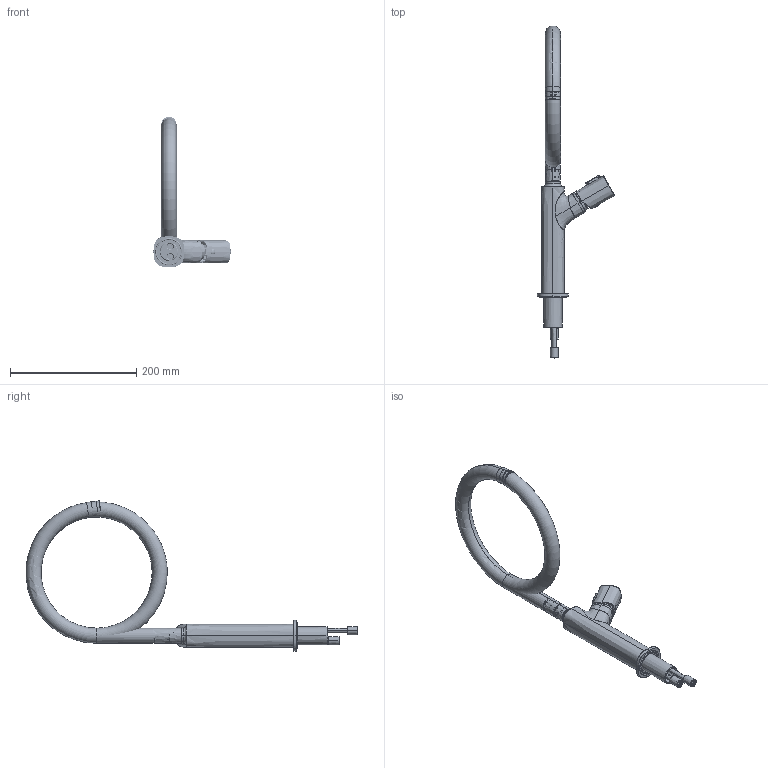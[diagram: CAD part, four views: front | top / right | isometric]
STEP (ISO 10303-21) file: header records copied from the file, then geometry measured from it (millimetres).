
FILE_DESCRIPTION((''),'2;1');
FILE_NAME('WTW568X13_ASM_ASM','2020-07-02T',('fth20'),(''),'CREO PARAMETRIC BY PTC INC, 2015480','CREO PARAMETRIC BY PTC INC, 2015480','');
FILE_SCHEMA(('CONFIG_CONTROL_DESIGN'));
Products named in the file (39): 80T568X13_1; 8YJ568073_1; 8J18X2A_1; 8J225X25A_1; 8SJ20X15X3_1; 89G0Z011_1; 8SJ56362_1; 8YJ568073_ASM_1_ASM; 8SJ56378_1; 80W568X13_AF0_3; 8JT24001_AF0_1; 80G568X13_ASM_2_ASM; 81T568X13_1; J10250MZ00_1_1_2_3; 8DZ168113_1_1_2; 80P25WTW2_2_1_2; 81T16482E_1_1_2_3; 8NM28431_ASM_1_1_2; 8CM5X5_1; 80N81060_1; 8J43X25_1_1; 82T569080_1; 8YG569080_1; 8JG08055A_1; 9ZG16482_6; 80W07169_1; 8NM70000_1; 6JT55226_1; 8J91X18A_1; 8JG07195_ASM_1_ASM; 8J8X19A_1; 80W07199_1; 8JG07225_ASM_1_ASM; 8EM4X6_1; 8JD568111_1; 81M18523BNP0_1; 8J186X08A_1; WTW568X13_ASM_1_ASM; WTW568X13_ASM_ASM
Assembly tree (46 placements, depth 4):
  WTW568X13_ASM_ASM
    WTW568X13_ASM_1_ASM
      80T568X13_1
      8YJ568073_ASM_1_ASM
        8YJ568073_1
        8J18X2A_1
        8J225X25A_1  x2
        8SJ20X15X3_1
        89G0Z011_1
        8SJ56362_1
      8SJ56378_1
      80G568X13_ASM_2_ASM
        80W568X13_AF0_3
        8JT24001_AF0_1
      81T568X13_1
      J10250MZ00_1_1_2_3
      8DZ168113_1_1_2
      80P25WTW2_2_1_2
      81T16482E_1_1_2_3
      8NM28431_ASM_1_1_2
      8CM5X5_1
      80N81060_1
      8J43X25_1_1
      82T569080_1
      8YG569080_1
      8JG08055A_1
      9ZG16482_6
      8JG07195_ASM_1_ASM
        80W07169_1
        8NM70000_1
        6JT55226_1
        8J91X18A_1
      8J8X19A_1  x4
      8JG07225_ASM_1_ASM
        80W07199_1
        8NM70000_1
        6JT55226_1
        8J91X18A_1
      8EM4X6_1  x2
      8JD568111_1
      81M18523BNP0_1
      8J186X08A_1
Bounding box: 122.08 x 525.73 x 238.17 mm (x, y, z)
Surface area: 259200 mm2 (no closed solid volume)
Topology: 0 solids, 0 shells, 1848 faces, 9420 edges, 9332 vertices
Faces by surface type: bspline 1770, torus 74, sphere 4
Entity records: 222127 total; most frequent: CARTESIAN_POINT 128731, DIRECTION 15167, TRIMMED_CURVE 13403, VECTOR 12017, LINE 12017, DEFINITIONAL_REPRESENTATION 8706, PCURVE 8706, COMPOSITE_CURVE_SEGMENT 8706
